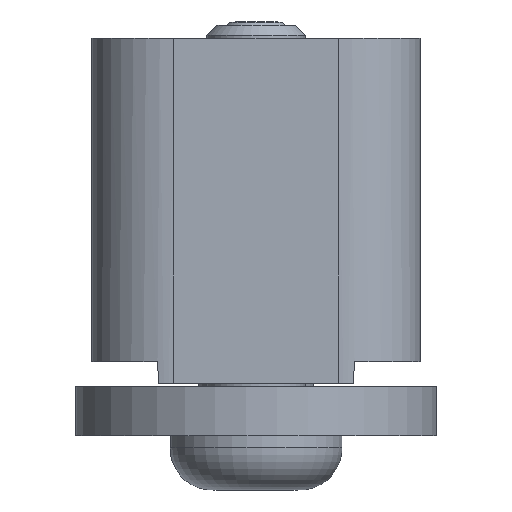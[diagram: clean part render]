
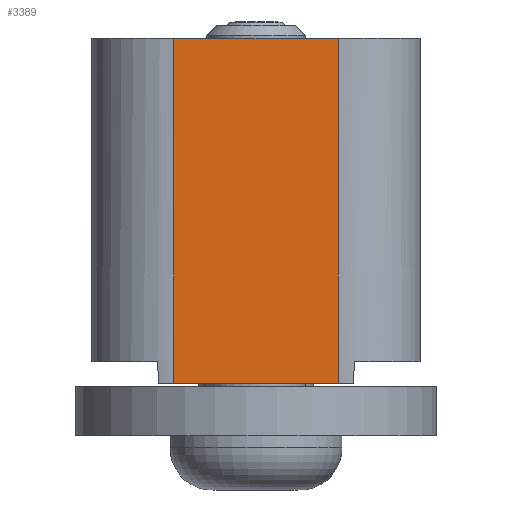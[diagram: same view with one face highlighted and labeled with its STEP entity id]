
A CAD part, left-side view. The second image highlights one B-rep face of the part: STEP entity #3389.
In plain terms, the highlighted planar face has unit normal (-1, 0, 0).
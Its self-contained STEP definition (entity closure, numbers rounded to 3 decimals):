
#227=PLANE('',#3869);
#364=FACE_OUTER_BOUND('',#566,.T.);
#566=EDGE_LOOP('',(#2519,#2520,#2521,#2522));
#824=LINE('',#5608,#1101);
#825=LINE('',#5613,#1102);
#826=LINE('',#5615,#1103);
#827=LINE('',#5616,#1104);
#1101=VECTOR('',#4431,10.);
#1102=VECTOR('',#4438,10.);
#1103=VECTOR('',#4439,10.);
#1104=VECTOR('',#4440,10.);
#1567=VERTEX_POINT('',#5605);
#1568=VERTEX_POINT('',#5607);
#1569=VERTEX_POINT('',#5612);
#1570=VERTEX_POINT('',#5614);
#1938=EDGE_CURVE('',#1567,#1568,#824,.T.);
#1941=EDGE_CURVE('',#1567,#1569,#825,.T.);
#1942=EDGE_CURVE('',#1570,#1569,#826,.T.);
#1943=EDGE_CURVE('',#1568,#1570,#827,.T.);
#2519=ORIENTED_EDGE('',*,*,#1938,.F.);
#2520=ORIENTED_EDGE('',*,*,#1941,.T.);
#2521=ORIENTED_EDGE('',*,*,#1942,.F.);
#2522=ORIENTED_EDGE('',*,*,#1943,.F.);
#3389=ADVANCED_FACE('',(#364),#227,.T.);
#3869=AXIS2_PLACEMENT_3D('',#5611,#4436,#4437);
#4431=DIRECTION('',(0.,0.,1.));
#4436=DIRECTION('center_axis',(-1.,0.,0.));
#4437=DIRECTION('ref_axis',(0.,0.,1.));
#4438=DIRECTION('',(0.,-1.,0.));
#4439=DIRECTION('',(0.,0.,-1.));
#4440=DIRECTION('',(0.,-1.,0.));
#5605=CARTESIAN_POINT('',(-7.,5.,0.));
#5607=CARTESIAN_POINT('',(-7.,5.,21.));
#5608=CARTESIAN_POINT('',(-7.,5.,16.869));
#5611=CARTESIAN_POINT('Origin',(-7.,0.,21.));
#5612=CARTESIAN_POINT('',(-7.,-5.,0.));
#5613=CARTESIAN_POINT('',(-7.,0.,0.));
#5614=CARTESIAN_POINT('',(-7.,-5.,21.));
#5615=CARTESIAN_POINT('',(-7.,-5.,16.869));
#5616=CARTESIAN_POINT('',(-7.,0.,21.));
